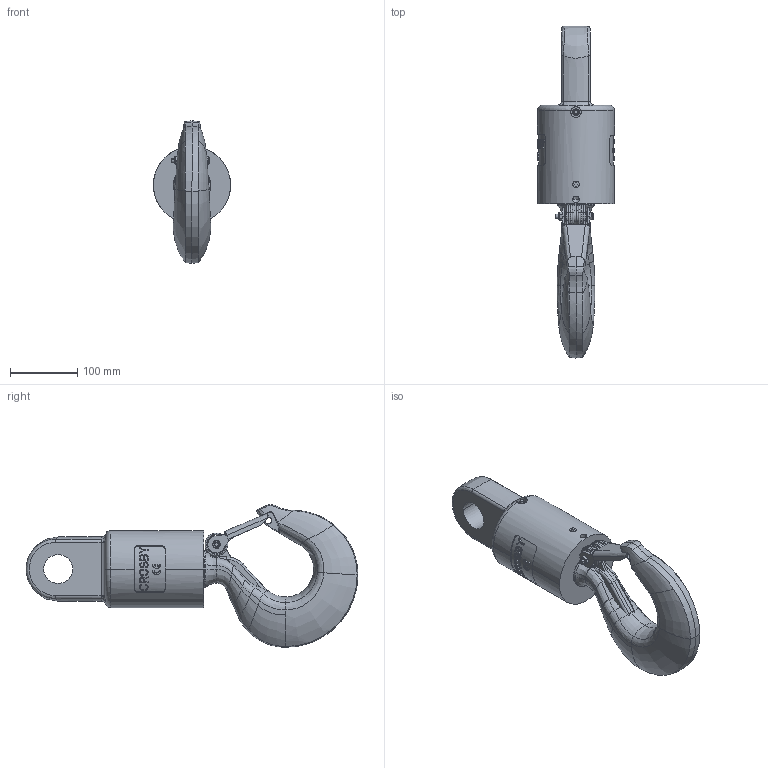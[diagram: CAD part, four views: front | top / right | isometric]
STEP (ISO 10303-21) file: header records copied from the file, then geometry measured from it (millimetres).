
FILE_DESCRIPTION((''),'2;1');
FILE_NAME('CROSBY_SWIVEL_10-S-6','2004-03-29T',('adoughty'),('The Crosby Group, Inc.'),'PRO/ENGINEER BY PARAMETRIC TECHNOLOGY CORPORATION, 2001150','PRO/ENGINEER BY PARAMETRIC TECHNOLOGY CORPORATION, 2001150','');
FILE_SCHEMA(('CONFIG_CONTROL_DESIGN'));
Length unit declared in the file: inch
Products named in the file (1): CROSBY_SWIVEL_10-S-6
Bounding box: 114.3 x 492.38 x 211.59 mm (x, y, z)
Volume: 2332370.5 mm3; surface area: 252843.8 mm2
Topology: 2 solids, 2 shells, 1024 faces, 2780 edges, 1787 vertices
Faces by surface type: plane 696, bspline 131, cylinder 107, torus 60, cone 28, extrusion 2
Entity records: 43925 total; most frequent: CARTESIAN_POINT 20806, ORIENTED_EDGE 5552, DIRECTION 3654, EDGE_CURVE 2776, VERTEX_POINT 1787, B_SPLINE_CURVE_WITH_KNOTS 1337, AXIS2_PLACEMENT_3D 1320, EDGE_LOOP 1077
